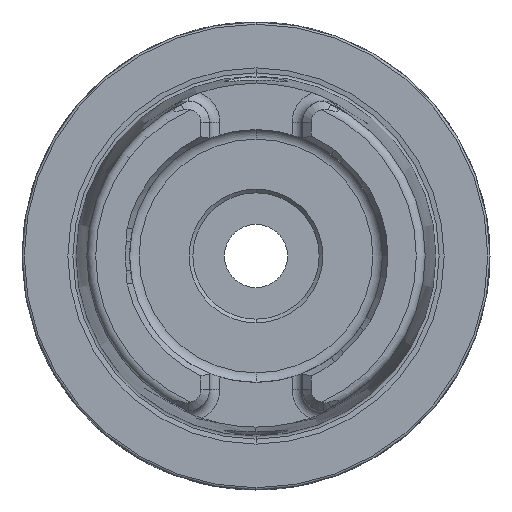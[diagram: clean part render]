
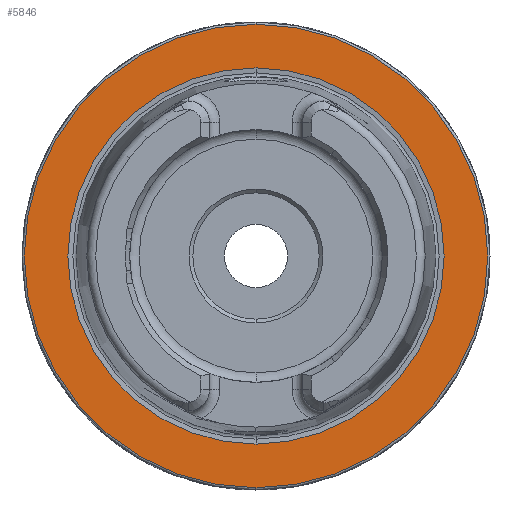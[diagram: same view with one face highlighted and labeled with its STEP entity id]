
A CAD part, left-side view. The second image highlights one B-rep face of the part: STEP entity #5846.
In plain terms, the highlighted planar face has unit normal (-1, 0, 0).
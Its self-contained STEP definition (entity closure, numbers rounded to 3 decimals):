
#1199 = CARTESIAN_POINT ( 'NONE',  ( 0., 0., 0. ) ) ;
#1200 = DIRECTION ( 'NONE',  ( -1., 0., 0. ) ) ;
#1201 = DIRECTION ( 'NONE',  ( 0., 0., 1. ) ) ;
#1211 = CARTESIAN_POINT ( 'NONE',  ( 0., 0., 0. ) ) ;
#1212 = DIRECTION ( 'NONE',  ( -1., 0., 0. ) ) ;
#1213 = DIRECTION ( 'NONE',  ( 0., 0., 1. ) ) ;
#1720 = AXIS2_PLACEMENT_3D ( 'NONE', #6525, #6530, #6531 ) ;
#2127 = DIRECTION ( 'NONE',  ( 0., 0., 1. ) ) ;
#2128 = DIRECTION ( 'NONE',  ( -1., 0., 0. ) ) ;
#2129 = CARTESIAN_POINT ( 'NONE',  ( 0., 0., 0. ) ) ;
#2142 = DIRECTION ( 'NONE',  ( 0., 0., 1. ) ) ;
#2143 = DIRECTION ( 'NONE',  ( -1., 0., 0. ) ) ;
#2145 = CARTESIAN_POINT ( 'NONE',  ( 0., 0., 0. ) ) ;
#2784 = AXIS2_PLACEMENT_3D ( 'NONE', #1199, #1200, #1201 ) ;
#2787 = AXIS2_PLACEMENT_3D ( 'NONE', #1211, #1212, #1213 ) ;
#2931 = EDGE_CURVE ( 'NONE', #4806, #5270, #6673, .T. ) ;
#2933 = EDGE_CURVE ( 'NONE', #4770, #4772, #6676, .T. ) ;
#3070 = AXIS2_PLACEMENT_3D ( 'NONE', #2145, #2143, #2142 ) ;
#3071 = AXIS2_PLACEMENT_3D ( 'NONE', #2129, #2128, #2127 ) ;
#4021 = FACE_BOUND ( 'NONE', #7298, .T. ) ;
#4031 = FACE_OUTER_BOUND ( 'NONE', #7281, .T. ) ;
#4734 = ORIENTED_EDGE ( 'NONE', *, *, #2931, .F. ) ;
#4735 = ORIENTED_EDGE ( 'NONE', *, *, #8451, .F. ) ;
#4736 = ORIENTED_EDGE ( 'NONE', *, *, #8448, .T. ) ;
#4737 = ORIENTED_EDGE ( 'NONE', *, *, #2933, .T. ) ;
#4770 = VERTEX_POINT ( 'NONE', #6291 ) ;
#4772 = VERTEX_POINT ( 'NONE', #6293 ) ;
#4806 = VERTEX_POINT ( 'NONE', #6304 ) ;
#5270 = VERTEX_POINT ( 'NONE', #6354 ) ;
#5846 = ADVANCED_FACE ( 'NONE', ( #4021, #4031 ), #6523, .F. ) ;
#6291 = CARTESIAN_POINT ( 'NONE',  ( 0., 0., -31.2 ) ) ;
#6293 = CARTESIAN_POINT ( 'NONE',  ( 0., 0., 31.2 ) ) ;
#6304 = CARTESIAN_POINT ( 'NONE',  ( 0., 0., 25.324 ) ) ;
#6354 = CARTESIAN_POINT ( 'NONE',  ( 0., 0., -25.324 ) ) ;
#6523 = PLANE ( 'NONE',  #1720 ) ;
#6525 = CARTESIAN_POINT ( 'NONE',  ( 0., 31.2, 0. ) ) ;
#6530 = DIRECTION ( 'NONE',  ( 1., 0., 0. ) ) ;
#6531 = DIRECTION ( 'NONE',  ( 0., 0., -1. ) ) ;
#6673 = CIRCLE ( 'NONE', #3070, 25.324 ) ;
#6676 = CIRCLE ( 'NONE', #3071, 31.2 ) ;
#7281 = EDGE_LOOP ( 'NONE', ( #4736, #4737 ) ) ;
#7298 = EDGE_LOOP ( 'NONE', ( #4734, #4735 ) ) ;
#7496 = CIRCLE ( 'NONE', #2787, 25.324 ) ;
#7499 = CIRCLE ( 'NONE', #2784, 31.2 ) ;
#8448 = EDGE_CURVE ( 'NONE', #4772, #4770, #7499, .T. ) ;
#8451 = EDGE_CURVE ( 'NONE', #5270, #4806, #7496, .T. ) ;
